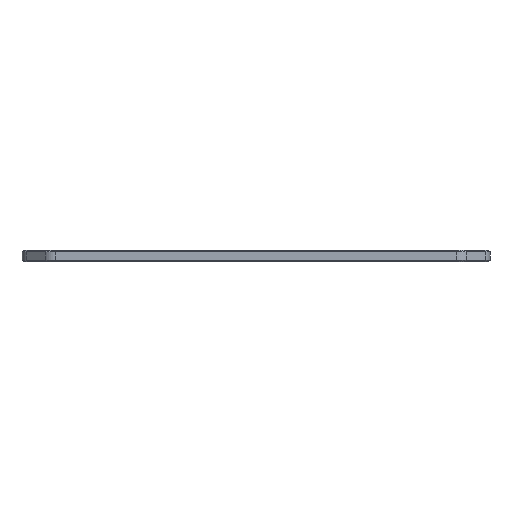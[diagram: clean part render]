
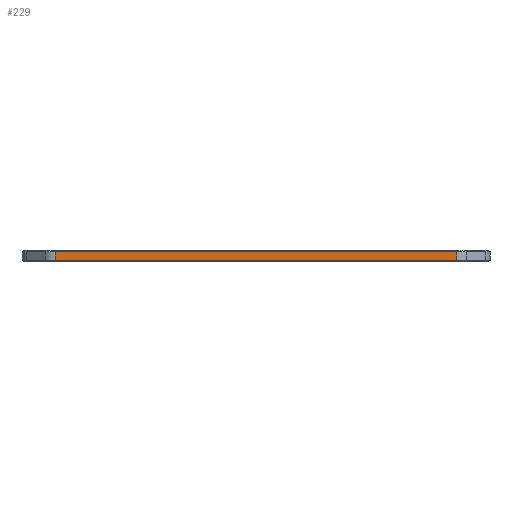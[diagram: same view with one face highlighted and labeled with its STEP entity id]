
A CAD part, front view. The second image highlights one B-rep face of the part: STEP entity #229.
In plain terms, the highlighted planar face has unit normal (0, -1, 0).
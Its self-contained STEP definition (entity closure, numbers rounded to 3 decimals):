
#229=ADVANCED_FACE('',(#968),#970,.T.);
#968=FACE_BOUND('',#969,.T.);
#969=EDGE_LOOP('',(#5005,#5006,#5007,#5008));
#970=PLANE('',#971);
#971=AXIS2_PLACEMENT_3D('',#972,#973,#974);
#972=CARTESIAN_POINT('',(0.,-90.,-2.));
#973=DIRECTION('',(0.,-1.,0.));
#974=DIRECTION('',(1.,0.,0.));
#5005=ORIENTED_EDGE('',*,*,#7613,.T.);
#5006=ORIENTED_EDGE('',*,*,#7614,.T.);
#5007=ORIENTED_EDGE('',*,*,#7615,.F.);
#5008=ORIENTED_EDGE('',*,*,#7616,.F.);
#7613=EDGE_CURVE('',#9533,#9534,#9535,.T.);
#7614=EDGE_CURVE('',#9534,#9536,#9537,.T.);
#7615=EDGE_CURVE('',#9538,#9536,#9539,.T.);
#7616=EDGE_CURVE('',#9533,#9538,#9540,.T.);
#9533=VERTEX_POINT('',#13147);
#9534=VERTEX_POINT('',#13148);
#9535=LINE('',#13149,#13150);
#9536=VERTEX_POINT('',#13152);
#9537=LINE('',#13153,#13154);
#9538=VERTEX_POINT('',#13156);
#9539=LINE('',#13157,#13158);
#9540=LINE('',#13160,#13161);
#13147=CARTESIAN_POINT('',(72.835,-90.,-1.5));
#13148=CARTESIAN_POINT('',(72.835,-90.,1.5));
#13149=CARTESIAN_POINT('',(72.835,-90.,-1.5));
#13150=VECTOR('',#13151,1.);
#13151=DIRECTION('',(0.,0.,1.));
#13152=CARTESIAN_POINT('',(-72.835,-90.,1.5));
#13153=CARTESIAN_POINT('',(72.835,-90.,1.5));
#13154=VECTOR('',#13155,1.);
#13155=DIRECTION('',(-1.,0.,0.));
#13156=CARTESIAN_POINT('',(-72.835,-90.,-1.5));
#13157=CARTESIAN_POINT('',(-72.835,-90.,-1.5));
#13158=VECTOR('',#13159,1.);
#13159=DIRECTION('',(0.,0.,1.));
#13160=CARTESIAN_POINT('',(72.835,-90.,-1.5));
#13161=VECTOR('',#13162,1.);
#13162=DIRECTION('',(-1.,0.,0.));
